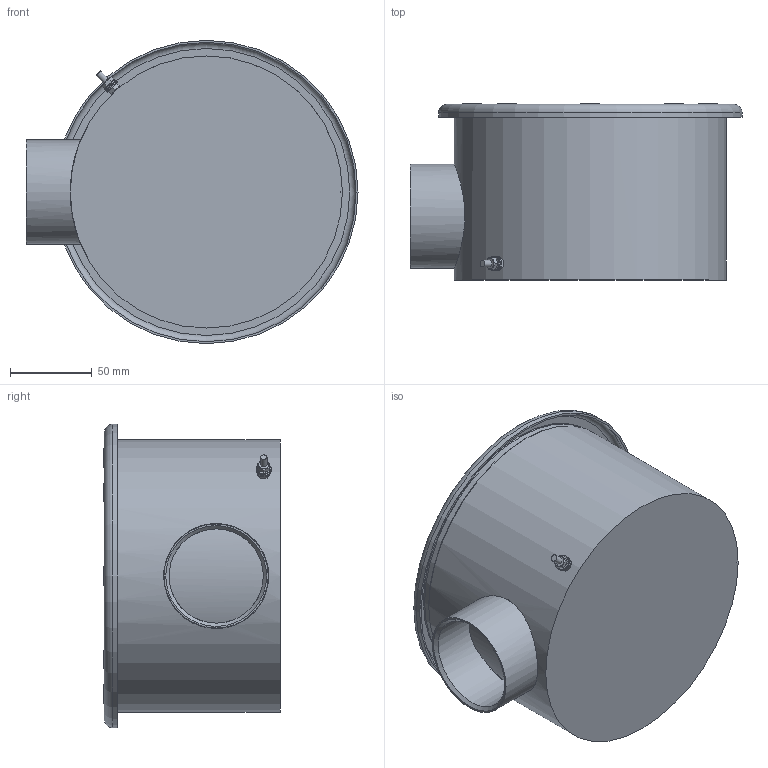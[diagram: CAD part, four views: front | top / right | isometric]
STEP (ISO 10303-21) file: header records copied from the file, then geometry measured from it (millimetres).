
FILE_DESCRIPTION (( 'STEP AP203' ), '1' );
FILE_NAME ('挭.65.4.STEP', '2025-06-24T08:20:49', ( '' ), ( '' ), 'SwSTEP 2.0', 'SolidWorks 2022', '' );
FILE_SCHEMA (( 'CONFIG_CONTROL_DESIGN' ));
Length unit declared in the file: millimetre
Products named in the file (1): СД.65.4
Bounding box: 202.5 x 107.5 x 185 mm (x, y, z)
Volume: 2278698.7 mm3; surface area: 278286 mm2
Topology: 7 solids, 15 shells, 731 faces, 2018 edges, 1330 vertices
Faces by surface type: cylinder 508, plane 162, cone 51, torus 10
Full cylindrical faces by diameter (mm): 3.3 x1, 4 x463, 4.02 x8, 4.3 x2, 9 x2, 11.57 x8, 12.5 x8, 57.5 x1, 63.5 x1, 64 x1, 122 x1, 126 x1, 162.25 x1, 165 x2, 166 x1, 182.6 x1, 185 x1
Entity records: 23101 total; most frequent: CARTESIAN_POINT 3998, DIRECTION 3966, ORIENTED_EDGE 2812, EDGE_LOOP 2286, AXIS2_PLACEMENT_3D 1866, EDGE_CURVE 1406, VERTEX_POINT 1274, FACE_OUTER_BOUND 1244
